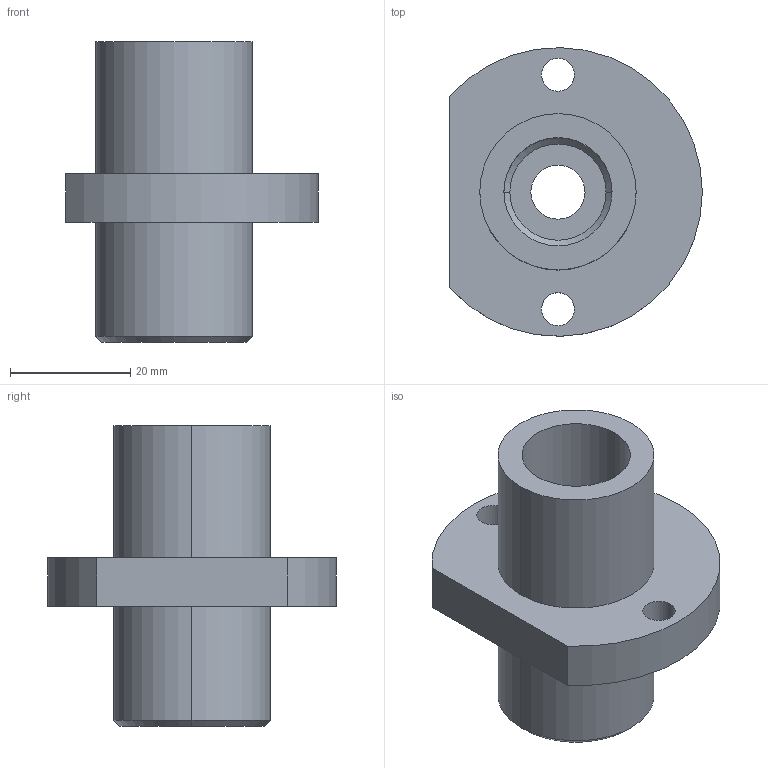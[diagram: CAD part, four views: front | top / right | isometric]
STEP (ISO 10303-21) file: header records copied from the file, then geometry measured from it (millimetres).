
FILE_DESCRIPTION (( 'STEP AP214' ), '1' );
FILE_NAME ('cylindre.STEP', '2008-11-26T05:22:01', ( 'Utilisateur' ), ( '' ), 'SwSTEP 2.0', 'SolidWorks 2004073', '' );
FILE_SCHEMA (( 'AUTOMOTIVE_DESIGN' ));
Length unit declared in the file: millimetre
Products named in the file (1): cylindre
Bounding box: 42 x 47.99 x 50 mm (x, y, z)
Volume: 24905.1 mm3; surface area: 10430.2 mm2
Topology: 1 solids, 1 shells, 23 faces, 50 edges, 32 vertices
Faces by surface type: cylinder 13, plane 6, cone 4
Entity records: 677 total; most frequent: DIRECTION 128, CARTESIAN_POINT 106, ORIENTED_EDGE 100, AXIS2_PLACEMENT_3D 54, EDGE_CURVE 50, EDGE_LOOP 32, VERTEX_POINT 32, CIRCLE 30
